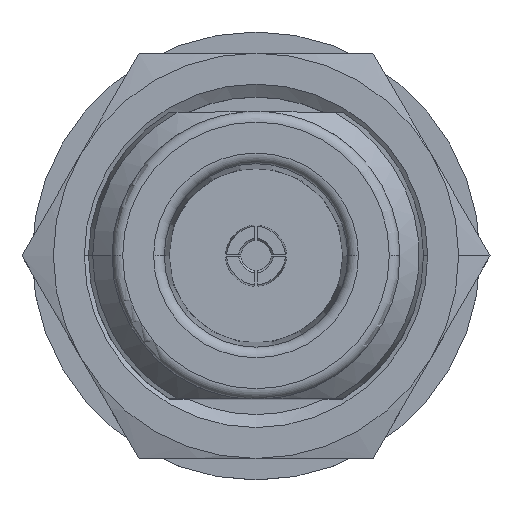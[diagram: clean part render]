
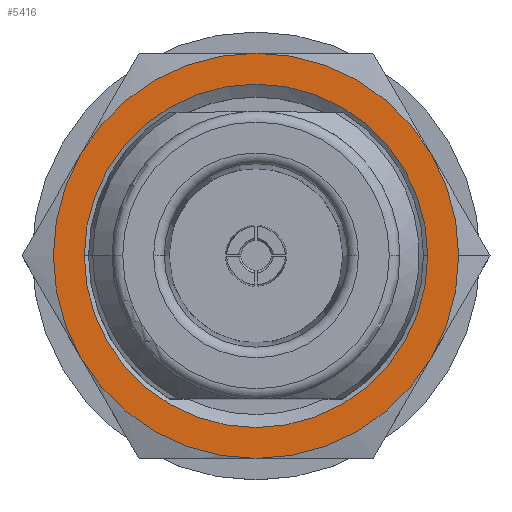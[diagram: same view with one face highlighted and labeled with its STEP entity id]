
A CAD part, top view. The second image highlights one B-rep face of the part: STEP entity #5416.
In plain terms, the highlighted planar face has unit normal (0, 0, 1).
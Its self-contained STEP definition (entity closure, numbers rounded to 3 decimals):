
#100 = EDGE_CURVE ( 'NONE', #9097, #6770, #8709, .T. ) ;
#109 = DIRECTION ( 'NONE',  ( 0., 0., 1. ) ) ;
#118 = CIRCLE ( 'NONE', #5102, 9.5 ) ;
#445 = CARTESIAN_POINT ( 'NONE',  ( 0., 0., -11.6 ) ) ;
#583 = CIRCLE ( 'NONE', #8850, 8.05 ) ;
#595 = CIRCLE ( 'NONE', #2789, 8.05 ) ;
#680 = VERTEX_POINT ( 'NONE', #1574 ) ;
#976 = AXIS2_PLACEMENT_3D ( 'NONE', #4432, #9936, #5222 ) ;
#1270 = ORIENTED_EDGE ( 'NONE', *, *, #1632, .T. ) ;
#1540 = CARTESIAN_POINT ( 'NONE',  ( 0., 0., -11.6 ) ) ;
#1546 = VERTEX_POINT ( 'NONE', #2486 ) ;
#1574 = CARTESIAN_POINT ( 'NONE',  ( 8.227, -4.75, -11.6 ) ) ;
#1632 = EDGE_CURVE ( 'NONE', #680, #1546, #7940, .T. ) ;
#1801 = ORIENTED_EDGE ( 'NONE', *, *, #4592, .T. ) ;
#2319 = DIRECTION ( 'NONE',  ( 0., 1., 0. ) ) ;
#2389 = CARTESIAN_POINT ( 'NONE',  ( 0., -9.5, -11.6 ) ) ;
#2408 = DIRECTION ( 'NONE',  ( 0., 0., -1. ) ) ;
#2433 = ORIENTED_EDGE ( 'NONE', *, *, #7780, .F. ) ;
#2486 = CARTESIAN_POINT ( 'NONE',  ( 9.5, 0., -11.6 ) ) ;
#2573 = CARTESIAN_POINT ( 'NONE',  ( 0., 0., -11.6 ) ) ;
#2578 = ORIENTED_EDGE ( 'NONE', *, *, #2643, .T. ) ;
#2592 = DIRECTION ( 'NONE',  ( 0., 0., 1. ) ) ;
#2643 = EDGE_CURVE ( 'NONE', #4796, #4636, #2907, .T. ) ;
#2669 = DIRECTION ( 'NONE',  ( 0., 0., 1. ) ) ;
#2789 = AXIS2_PLACEMENT_3D ( 'NONE', #9212, #4495, #9996 ) ;
#2807 = AXIS2_PLACEMENT_3D ( 'NONE', #4839, #6315, #7941 ) ;
#2907 = CIRCLE ( 'NONE', #9195, 9.5 ) ;
#3197 = ORIENTED_EDGE ( 'NONE', *, *, #4288, .T. ) ;
#3333 = DIRECTION ( 'NONE',  ( 0., 1., 0. ) ) ;
#3347 = CIRCLE ( 'NONE', #6251, 9.5 ) ;
#3689 = DIRECTION ( 'NONE',  ( 0., 1., 0. ) ) ;
#3721 = VERTEX_POINT ( 'NONE', #2389 ) ;
#3968 = CARTESIAN_POINT ( 'NONE',  ( 0., 0., -11.6 ) ) ;
#4065 = CARTESIAN_POINT ( 'NONE',  ( -8.227, 4.75, -11.6 ) ) ;
#4124 = EDGE_CURVE ( 'NONE', #5180, #8726, #595, .T. ) ;
#4288 = EDGE_CURVE ( 'NONE', #4636, #3721, #3347, .T. ) ;
#4401 = PLANE ( 'NONE',  #976 ) ;
#4432 = CARTESIAN_POINT ( 'NONE',  ( -16.454, -9.5, -11.6 ) ) ;
#4495 = DIRECTION ( 'NONE',  ( 0., 0., -1. ) ) ;
#4505 = EDGE_LOOP ( 'NONE', ( #9595, #1801, #2578, #3197, #2433, #1270, #6947 ) ) ;
#4592 = EDGE_CURVE ( 'NONE', #6770, #4796, #7926, .T. ) ;
#4636 = VERTEX_POINT ( 'NONE', #6130 ) ;
#4712 = CIRCLE ( 'NONE', #9900, 9.5 ) ;
#4767 = CARTESIAN_POINT ( 'NONE',  ( 0., 0., -11.6 ) ) ;
#4768 = DIRECTION ( 'NONE',  ( 1., 0., 0. ) ) ;
#4796 = VERTEX_POINT ( 'NONE', #4065 ) ;
#4839 = CARTESIAN_POINT ( 'NONE',  ( 0., 0., -11.6 ) ) ;
#4919 = EDGE_LOOP ( 'NONE', ( #7209, #6480 ) ) ;
#5102 = AXIS2_PLACEMENT_3D ( 'NONE', #1540, #6988, #2319 ) ;
#5180 = VERTEX_POINT ( 'NONE', #7062 ) ;
#5222 = DIRECTION ( 'NONE',  ( 0., 1., 0. ) ) ;
#5416 = ADVANCED_FACE ( 'NONE', ( #6783, #9154 ), #4401, .F. ) ;
#5537 = DIRECTION ( 'NONE',  ( 0., 1., 0. ) ) ;
#5654 = CARTESIAN_POINT ( 'NONE',  ( -8.05, 0., -11.6 ) ) ;
#6130 = CARTESIAN_POINT ( 'NONE',  ( -8.227, -4.75, -11.6 ) ) ;
#6251 = AXIS2_PLACEMENT_3D ( 'NONE', #4767, #109, #5537 ) ;
#6315 = DIRECTION ( 'NONE',  ( 0., 0., 1. ) ) ;
#6327 = AXIS2_PLACEMENT_3D ( 'NONE', #7281, #2592, #8088 ) ;
#6480 = ORIENTED_EDGE ( 'NONE', *, *, #4124, .T. ) ;
#6770 = VERTEX_POINT ( 'NONE', #7918 ) ;
#6783 = FACE_BOUND ( 'NONE', #4919, .T. ) ;
#6947 = ORIENTED_EDGE ( 'NONE', *, *, #7090, .T. ) ;
#6988 = DIRECTION ( 'NONE',  ( 0., 0., 1. ) ) ;
#7062 = CARTESIAN_POINT ( 'NONE',  ( 8.05, 0., -11.6 ) ) ;
#7085 = CARTESIAN_POINT ( 'NONE',  ( 0., 0., -11.6 ) ) ;
#7090 = EDGE_CURVE ( 'NONE', #1546, #9097, #118, .T. ) ;
#7209 = ORIENTED_EDGE ( 'NONE', *, *, #7743, .T. ) ;
#7281 = CARTESIAN_POINT ( 'NONE',  ( 0., 0., -11.6 ) ) ;
#7743 = EDGE_CURVE ( 'NONE', #8726, #5180, #583, .T. ) ;
#7780 = EDGE_CURVE ( 'NONE', #680, #3721, #4712, .T. ) ;
#7888 = DIRECTION ( 'NONE',  ( 1., 0., 0. ) ) ;
#7918 = CARTESIAN_POINT ( 'NONE',  ( 0., 9.5, -11.6 ) ) ;
#7926 = CIRCLE ( 'NONE', #9752, 9.5 ) ;
#7940 = CIRCLE ( 'NONE', #6327, 9.5 ) ;
#7941 = DIRECTION ( 'NONE',  ( 0., 1., 0. ) ) ;
#8065 = DIRECTION ( 'NONE',  ( 0., 0., 1. ) ) ;
#8088 = DIRECTION ( 'NONE',  ( 0., 1., 0. ) ) ;
#8709 = CIRCLE ( 'NONE', #2807, 9.5 ) ;
#8726 = VERTEX_POINT ( 'NONE', #5654 ) ;
#8850 = AXIS2_PLACEMENT_3D ( 'NONE', #7085, #2408, #7888 ) ;
#9097 = VERTEX_POINT ( 'NONE', #9310 ) ;
#9154 = FACE_OUTER_BOUND ( 'NONE', #4505, .T. ) ;
#9195 = AXIS2_PLACEMENT_3D ( 'NONE', #2573, #8065, #3333 ) ;
#9212 = CARTESIAN_POINT ( 'NONE',  ( 0., 0., -11.6 ) ) ;
#9310 = CARTESIAN_POINT ( 'NONE',  ( 8.227, 4.75, -11.6 ) ) ;
#9473 = DIRECTION ( 'NONE',  ( 0., 0., -1. ) ) ;
#9595 = ORIENTED_EDGE ( 'NONE', *, *, #100, .T. ) ;
#9752 = AXIS2_PLACEMENT_3D ( 'NONE', #445, #2669, #3689 ) ;
#9900 = AXIS2_PLACEMENT_3D ( 'NONE', #3968, #9473, #4768 ) ;
#9936 = DIRECTION ( 'NONE',  ( 0., 0., -1. ) ) ;
#9996 = DIRECTION ( 'NONE',  ( 1., 0., 0. ) ) ;
